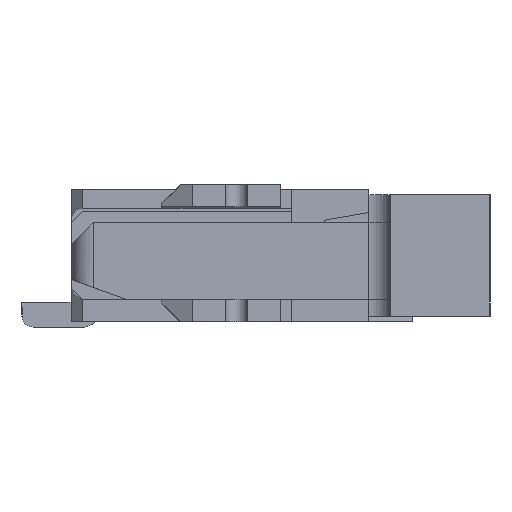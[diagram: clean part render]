
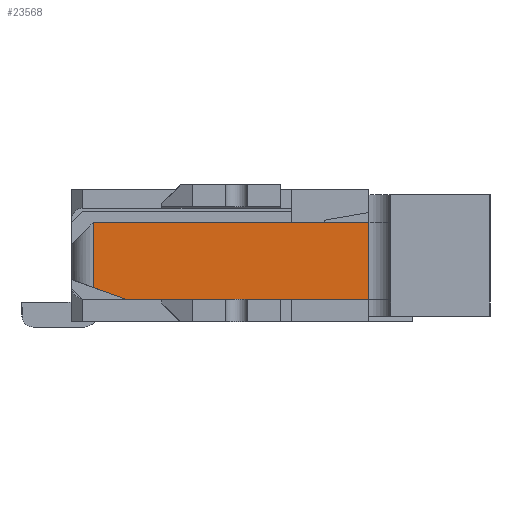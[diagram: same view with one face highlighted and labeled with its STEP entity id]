
A CAD part, left-side view. The second image highlights one B-rep face of the part: STEP entity #23568.
In plain terms, the highlighted planar face has unit normal (-1, 0, 0).
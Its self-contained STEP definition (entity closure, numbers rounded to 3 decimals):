
#6954=ORIENTED_EDGE('',*,*,#10803,.F.);
#6955=ORIENTED_EDGE('',*,*,#10813,.T.);
#6956=ORIENTED_EDGE('',*,*,#10814,.T.);
#6957=ORIENTED_EDGE('',*,*,#10812,.T.);
#6958=ORIENTED_EDGE('',*,*,#10815,.T.);
#10803=EDGE_CURVE('',#13191,#13192,#16203,.T.);
#10812=EDGE_CURVE('',#13195,#13197,#16210,.T.);
#10813=EDGE_CURVE('',#13191,#13198,#16211,.F.);
#10814=EDGE_CURVE('',#13198,#13195,#16212,.T.);
#10815=EDGE_CURVE('',#13197,#13192,#16213,.T.);
#13191=VERTEX_POINT('',#37506);
#13192=VERTEX_POINT('',#37508);
#13195=VERTEX_POINT('',#37519);
#13197=VERTEX_POINT('',#37523);
#13198=VERTEX_POINT('',#37527);
#16203=LINE('',#37507,#19258);
#16210=LINE('',#37524,#19265);
#16211=LINE('',#37526,#19266);
#16212=LINE('',#37528,#19267);
#16213=LINE('',#37529,#19268);
#19258=VECTOR('',#30625,1000.);
#19265=VECTOR('',#30640,1000.);
#19266=VECTOR('',#30643,1000.);
#19267=VECTOR('',#30644,1000.);
#19268=VECTOR('',#30645,1000.);
#20489=EDGE_LOOP('',(#6954,#6955,#6956,#6957,#6958));
#21584=FACE_BOUND('',#20489,.T.);
#22522=PLANE('',#25043);
#23568=ADVANCED_FACE('',(#21584),#22522,.F.);
#25043=AXIS2_PLACEMENT_3D('',#37525,#30641,#30642);
#30625=DIRECTION('',(0.,1.,0.));
#30640=DIRECTION('',(0.,1.,0.));
#30641=DIRECTION('',(1.,0.,0.));
#30642=DIRECTION('',(0.,0.,-1.));
#30643=DIRECTION('',(0.,0.,-1.));
#30644=DIRECTION('',(0.,0.94,0.342));
#30645=DIRECTION('',(0.,0.,-1.));
#37506=CARTESIAN_POINT('',(-10.15,-3.15,-0.3));
#37507=CARTESIAN_POINT('',(-10.15,-3.35,-0.3));
#37508=CARTESIAN_POINT('',(-10.15,-0.65,-0.3));
#37519=CARTESIAN_POINT('',(-10.15,-2.85,0.4));
#37523=CARTESIAN_POINT('',(-10.15,-0.65,0.4));
#37524=CARTESIAN_POINT('',(-10.15,-3.35,0.4));
#37525=CARTESIAN_POINT('',(-10.15,-3.35,0.4));
#37526=CARTESIAN_POINT('',(-10.15,-3.15,0.218));
#37527=CARTESIAN_POINT('',(-10.15,-3.15,0.291));
#37528=CARTESIAN_POINT('',(-10.15,-3.35,0.218));
#37529=CARTESIAN_POINT('',(-10.15,-0.65,0.4));
